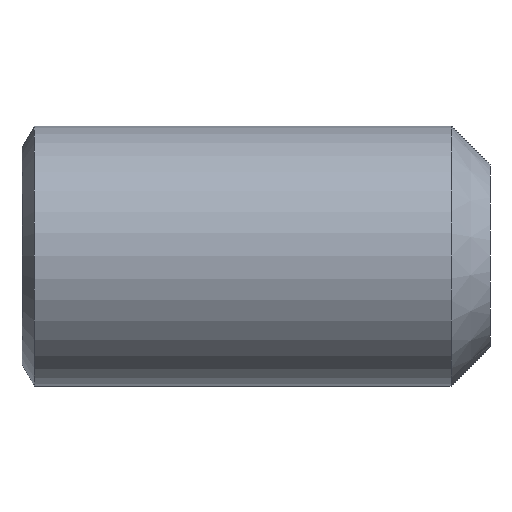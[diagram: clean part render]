
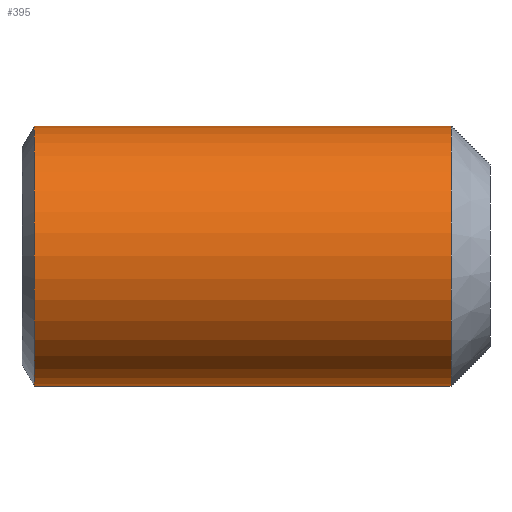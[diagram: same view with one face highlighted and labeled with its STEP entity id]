
A CAD part, front view. The second image highlights one B-rep face of the part: STEP entity #395.
In plain terms, the highlighted cylindrical face has radius 5 mm (diameter 10 mm), a partial arc.
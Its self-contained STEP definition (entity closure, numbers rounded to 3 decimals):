
#26 = VERTEX_POINT ( 'NONE', #127 ) ;
#28 = CARTESIAN_POINT ( 'NONE',  ( 16.5, 0., -5. ) ) ;
#31 = CIRCLE ( 'NONE', #124, 5. ) ;
#42 = AXIS2_PLACEMENT_3D ( 'NONE', #465, #111, #472 ) ;
#45 = CARTESIAN_POINT ( 'NONE',  ( 16.5, 0., 0. ) ) ;
#60 = EDGE_CURVE ( 'NONE', #397, #243, #285, .T. ) ;
#85 = EDGE_CURVE ( 'NONE', #243, #90, #202, .T. ) ;
#90 = VERTEX_POINT ( 'NONE', #350 ) ;
#105 = LINE ( 'NONE', #222, #252 ) ;
#111 = DIRECTION ( 'NONE',  ( -1., 0., 0. ) ) ;
#124 = AXIS2_PLACEMENT_3D ( 'NONE', #435, #159, #363 ) ;
#127 = CARTESIAN_POINT ( 'NONE',  ( 0.478, 0., -5. ) ) ;
#159 = DIRECTION ( 'NONE',  ( -1., 0., 0. ) ) ;
#202 = LINE ( 'NONE', #448, #414 ) ;
#207 = CYLINDRICAL_SURFACE ( 'NONE', #42, 5. ) ;
#211 = DIRECTION ( 'NONE',  ( -1., 0., 0. ) ) ;
#222 = CARTESIAN_POINT ( 'NONE',  ( -12.7, 0., -5. ) ) ;
#223 = ORIENTED_EDGE ( 'NONE', *, *, #85, .T. ) ;
#243 = VERTEX_POINT ( 'NONE', #318 ) ;
#252 = VECTOR ( 'NONE', #360, 1000. ) ;
#257 = AXIS2_PLACEMENT_3D ( 'NONE', #45, #211, #283 ) ;
#283 = DIRECTION ( 'NONE',  ( 0., 0., 1. ) ) ;
#285 = CIRCLE ( 'NONE', #257, 5. ) ;
#305 = EDGE_CURVE ( 'NONE', #397, #26, #105, .T. ) ;
#318 = CARTESIAN_POINT ( 'NONE',  ( 16.5, 0., 5. ) ) ;
#319 = FACE_OUTER_BOUND ( 'NONE', #406, .T. ) ;
#347 = EDGE_CURVE ( 'NONE', #26, #90, #31, .T. ) ;
#349 = DIRECTION ( 'NONE',  ( -1., 0., 0. ) ) ;
#350 = CARTESIAN_POINT ( 'NONE',  ( 0.478, 0., 5. ) ) ;
#360 = DIRECTION ( 'NONE',  ( -1., 0., 0. ) ) ;
#363 = DIRECTION ( 'NONE',  ( 0., 0., 1. ) ) ;
#365 = ORIENTED_EDGE ( 'NONE', *, *, #347, .F. ) ;
#369 = ORIENTED_EDGE ( 'NONE', *, *, #305, .F. ) ;
#375 = ORIENTED_EDGE ( 'NONE', *, *, #60, .T. ) ;
#395 = ADVANCED_FACE ( 'NONE', ( #319 ), #207, .T. ) ;
#397 = VERTEX_POINT ( 'NONE', #28 ) ;
#406 = EDGE_LOOP ( 'NONE', ( #369, #375, #223, #365 ) ) ;
#414 = VECTOR ( 'NONE', #349, 1000. ) ;
#435 = CARTESIAN_POINT ( 'NONE',  ( 0.478, 0., 0. ) ) ;
#448 = CARTESIAN_POINT ( 'NONE',  ( -12.7, 0., 5. ) ) ;
#465 = CARTESIAN_POINT ( 'NONE',  ( -12.7, 0., 0. ) ) ;
#472 = DIRECTION ( 'NONE',  ( 0., 0., 1. ) ) ;
